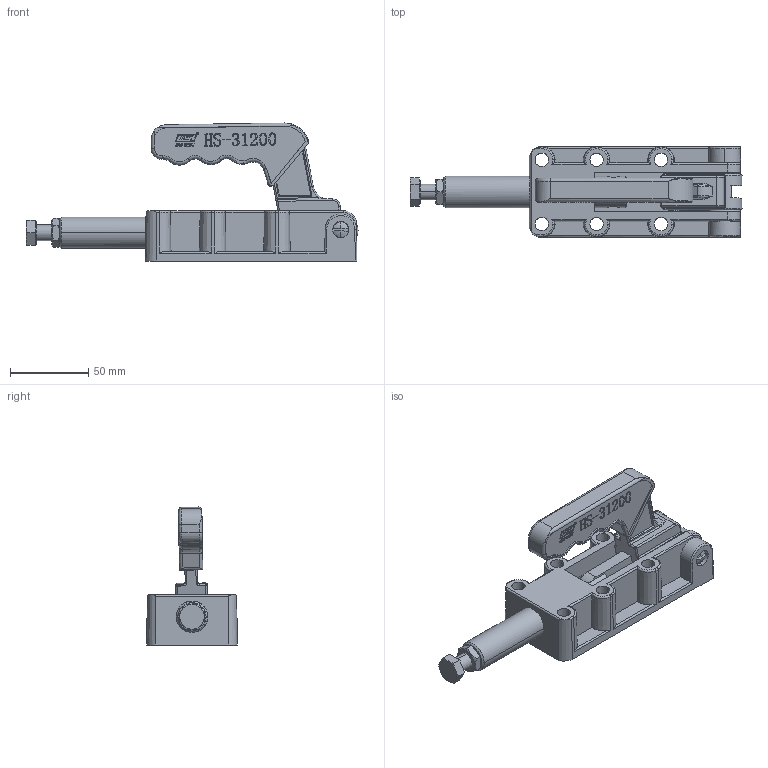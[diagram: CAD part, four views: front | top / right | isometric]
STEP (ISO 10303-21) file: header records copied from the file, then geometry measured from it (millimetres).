
FILE_DESCRIPTION (( 'STEP AP203' ), '1' );
FILE_NAME ('HS-31200 装配体.STEP', '2018-12-07T06:08:52', ( 'PCOS' ), ( '微软中国' ), 'SwSTEP 2.0', 'SolidWorks 2012', '' );
FILE_SCHEMA (( 'CONFIG_CONTROL_DESIGN' ));
Length unit declared in the file: millimetre
Products named in the file (9): HS-31200 蚾饜极; slotted setscrews with dog point gb_GB_SLOTTED_LOCATING_TYPE1 M10X16X6-N; hexagon head bolts-full thread gb_GB_FASTENER_BOLT_STBAB A M10X40-N; hex thin nuts-grades ab-chamfered gb_GB_FASTENER_NUT_STNAB M10-N; 挴裝; 忒梟; 忒參; 蟀裝; 菁釱
Assembly tree (9 placements, depth 2):
  HS-31200 蚾饜极
    菁釱
    蟀裝
    忒參
    忒梟
    挴裝
    hex thin nuts-grades ab-chamfered gb_GB_FASTENER_NUT_STNAB M10-N
    hexagon head bolts-full thread gb_GB_FASTENER_BOLT_STBAB A M10X40-N
    slotted setscrews with dog point gb_GB_SLOTTED_LOCATING_TYPE1 M10X16X6-N  x2
Bounding box: 211.74 x 58 x 88.01 mm (x, y, z)
Volume: 234779.3 mm3; surface area: 79811.7 mm2
Topology: 9 solids, 9 shells, 767 faces, 1988 edges, 1259 vertices
Faces by surface type: plane 287, cylinder 173, bspline 167, cone 73, torus 53, sphere 14
Entity records: 31204 total; most frequent: CARTESIAN_POINT 12936, ORIENTED_EDGE 3892, DIRECTION 3131, EDGE_CURVE 1946, VERTEX_POINT 1240, AXIS2_PLACEMENT_3D 1063, LINE 1005, VECTOR 1005
